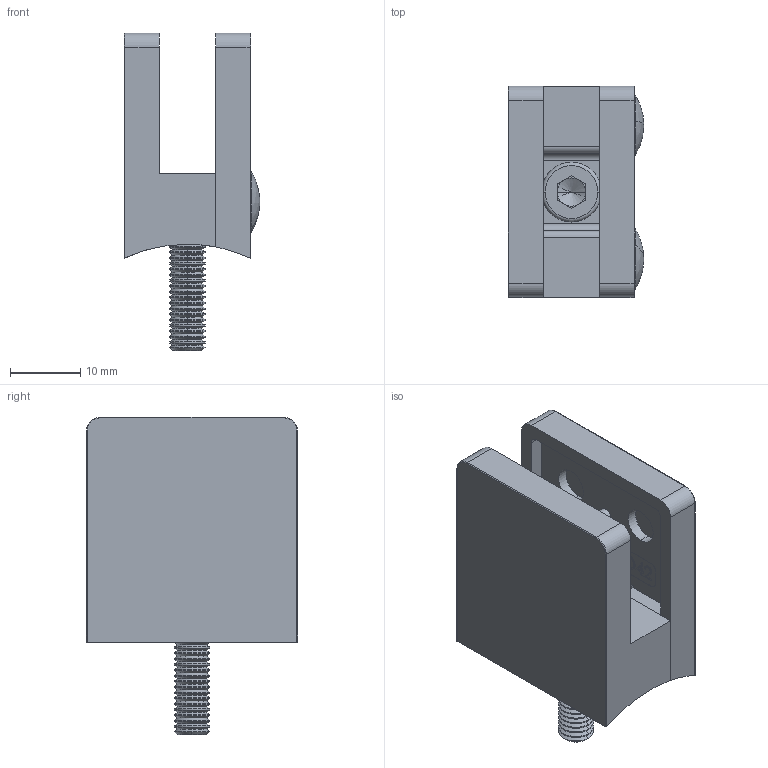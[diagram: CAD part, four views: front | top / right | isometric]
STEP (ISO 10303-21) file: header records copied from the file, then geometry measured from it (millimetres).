
FILE_DESCRIPTION (( 'STEP AP203' ), '1' );
FILE_NAME ('2242-V4A.step', '2018-07-05T08:37:56', ( '' ), ( '' ), 'SwSTEP 2.0', 'SolidWorks 2015', '' );
FILE_SCHEMA (( 'CONFIG_CONTROL_DESIGN' ));
Length unit declared in the file: millimetre
Products named in the file (6): Kappe; socket head cap screw_din_DIN 912 M5 x 20 --- 20S; Modell 22 Unterteil_2242-V4A Teil1; 2242-V4A; Modell 22 Oberteil_2242-V4A Teil2; socket countersunk head screw_din_DIN 7991 - M4 x 10 --- 5.6S
Assembly tree (7 placements, depth 2):
  2242-V4A
    Modell 22 Unterteil_2242-V4A Teil1
    Modell 22 Oberteil_2242-V4A Teil2
    socket countersunk head screw_din_DIN 7991 - M4 x 10 --- 5.6S  x2
    Kappe  x2
    socket head cap screw_din_DIN 912 M5 x 20 --- 20S
Bounding box: 19.3 x 30 x 45.15 mm (x, y, z)
Volume: 8978.9 mm3; surface area: 8254 mm2
Topology: 7 solids, 7 shells, 904 faces, 2362 edges, 1519 vertices
Faces by surface type: plane 378, cylinder 184, cone 180, bspline 142, torus 16, sphere 4
Entity records: 33378 total; most frequent: CARTESIAN_POINT 12951, ORIENTED_EDGE 4304, DIRECTION 3784, EDGE_CURVE 2152, VERTEX_POINT 1397, LINE 1308, VECTOR 1308, AXIS2_PLACEMENT_3D 1238
